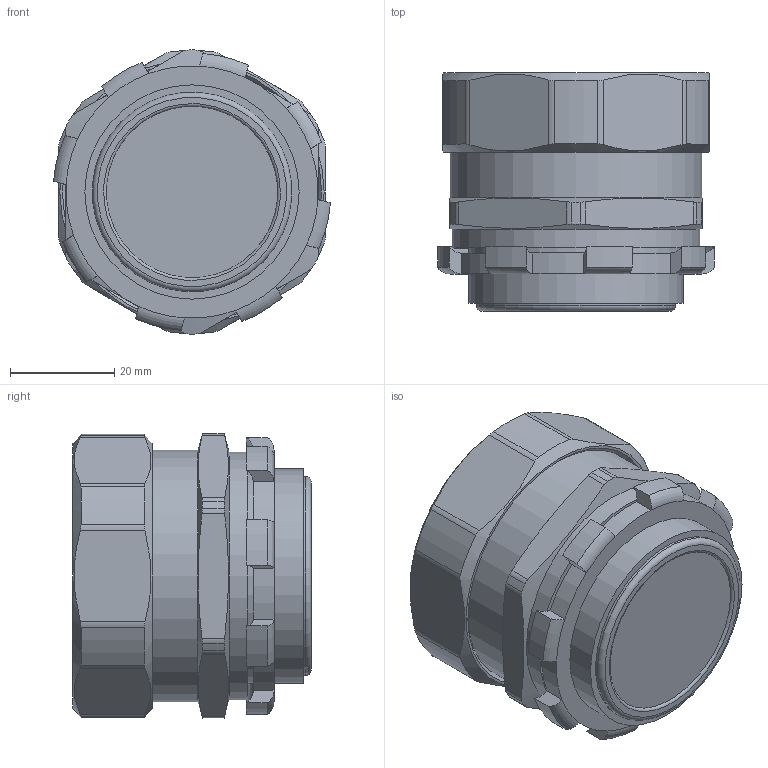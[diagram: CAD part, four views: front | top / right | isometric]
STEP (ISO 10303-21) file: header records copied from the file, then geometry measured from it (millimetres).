
FILE_DESCRIPTION(/* description */ (''),/* implementation_level */ '2;1');
FILE_NAME(/* name */ '',/* time_stamp */ '2023-11-17T14:25:05+07:00',/* author */ ('zeta-09'),/* organization */ (''),/* preprocessor_version */ 'ST-DEVELOPER v19.2',/* originating_system */ 'Autodesk Inventor 2024',/* authorisation */ '');
FILE_SCHEMA (('AUTOMOTIVE_DESIGN { 1 0 10303 214 3 1 1 }'));
Length unit declared in the file: millimetre
Products named in the file (1): Деталь2
Bounding box: 53.14 x 45.67 x 54.5 mm (x, y, z)
Volume: 84998.7 mm3; surface area: 13317.4 mm2
Topology: 1 solids, 1 shells, 118 faces, 294 edges, 185 vertices
Faces by surface type: cylinder 57, plane 37, torus 18, cone 6
Full cylindrical faces by diameter (mm): 38.3 x1, 41.1 x2, 47.5 x1, 48.2 x1
Entity records: 3964 total; most frequent: CARTESIAN_POINT 1114, ORIENTED_EDGE 588, DIRECTION 523, EDGE_CURVE 294, AXIS2_PLACEMENT_3D 216, VERTEX_POINT 185, EDGE_LOOP 125, FACE_OUTER_BOUND 118
